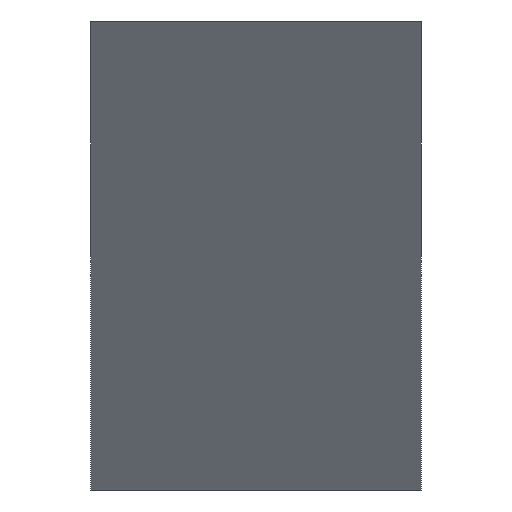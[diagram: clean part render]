
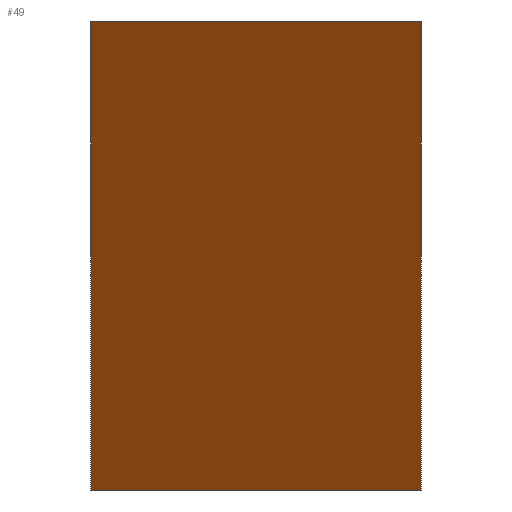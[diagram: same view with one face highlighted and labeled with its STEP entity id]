
A CAD part, front view. The second image highlights one B-rep face of the part: STEP entity #49.
In plain terms, the highlighted planar face has unit normal (-0.707, -0.707, 0).
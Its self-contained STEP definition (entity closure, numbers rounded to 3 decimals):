
#3 = CARTESIAN_POINT ( 'NONE',  ( 110.953, 27.551, 0. ) ) ;
#8 = VERTEX_POINT ( 'NONE', #3 ) ;
#11 = LINE ( 'NONE', #28, #165 ) ;
#14 = CARTESIAN_POINT ( 'NONE',  ( 110.953, 27.551, 10. ) ) ;
#24 = CARTESIAN_POINT ( 'NONE',  ( 118.024, 20.48, 10. ) ) ;
#27 = ORIENTED_EDGE ( 'NONE', *, *, #33, .T. ) ;
#28 = CARTESIAN_POINT ( 'NONE',  ( 110.953, 27.551, 0. ) ) ;
#30 = DIRECTION ( 'NONE',  ( 0.707, -0.707, 0. ) ) ;
#33 = EDGE_CURVE ( 'NONE', #8, #160, #11, .T. ) ;
#40 = EDGE_CURVE ( 'NONE', #71, #160, #47, .T. ) ;
#47 = LINE ( 'NONE', #145, #115 ) ;
#48 = ORIENTED_EDGE ( 'NONE', *, *, #40, .F. ) ;
#49 = ADVANCED_FACE ( 'NONE', ( #84 ), #51, .F. ) ;
#51 = PLANE ( 'NONE',  #55 ) ;
#53 = EDGE_CURVE ( 'NONE', #102, #71, #150, .T. ) ;
#55 = AXIS2_PLACEMENT_3D ( 'NONE', #14, #143, #130 ) ;
#61 = DIRECTION ( 'NONE',  ( 0., 0., -1. ) ) ;
#62 = EDGE_CURVE ( 'NONE', #102, #8, #98, .T. ) ;
#71 = VERTEX_POINT ( 'NONE', #24 ) ;
#75 = DIRECTION ( 'NONE',  ( 0., 0., -1. ) ) ;
#77 = CARTESIAN_POINT ( 'NONE',  ( 110.953, 27.551, 10. ) ) ;
#81 = ORIENTED_EDGE ( 'NONE', *, *, #62, .T. ) ;
#84 = FACE_OUTER_BOUND ( 'NONE', #153, .T. ) ;
#91 = CARTESIAN_POINT ( 'NONE',  ( 110.953, 27.551, 10. ) ) ;
#92 = VECTOR ( 'NONE', #75, 1000. ) ;
#98 = LINE ( 'NONE', #91, #92 ) ;
#102 = VERTEX_POINT ( 'NONE', #77 ) ;
#115 = VECTOR ( 'NONE', #61, 1000. ) ;
#123 = CARTESIAN_POINT ( 'NONE',  ( 118.024, 20.48, 0. ) ) ;
#130 = DIRECTION ( 'NONE',  ( -0.707, 0.707, 0. ) ) ;
#143 = DIRECTION ( 'NONE',  ( 0.707, 0.707, 0. ) ) ;
#144 = DIRECTION ( 'NONE',  ( 0.707, -0.707, 0. ) ) ;
#145 = CARTESIAN_POINT ( 'NONE',  ( 118.024, 20.48, 10. ) ) ;
#150 = LINE ( 'NONE', #155, #169 ) ;
#153 = EDGE_LOOP ( 'NONE', ( #27, #48, #162, #81 ) ) ;
#155 = CARTESIAN_POINT ( 'NONE',  ( 110.953, 27.551, 10. ) ) ;
#160 = VERTEX_POINT ( 'NONE', #123 ) ;
#162 = ORIENTED_EDGE ( 'NONE', *, *, #53, .F. ) ;
#165 = VECTOR ( 'NONE', #30, 1000. ) ;
#169 = VECTOR ( 'NONE', #144, 1000. ) ;
